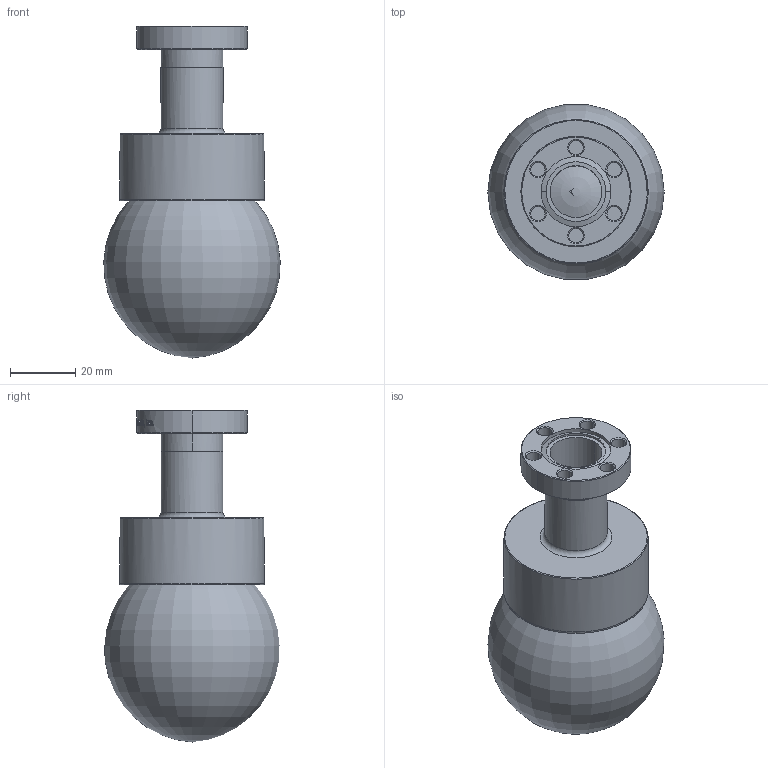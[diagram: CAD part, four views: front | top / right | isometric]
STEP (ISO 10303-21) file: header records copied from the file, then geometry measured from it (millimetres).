
FILE_DESCRIPTION(/* description */ ('Alibre Inc.'),/* implementation_level */ '2;1');
FILE_NAME(/* name */ 'export0',/* time_stamp */ '2009-03-25T15:04:57-07:00',/* author */ (''),/* organization */ (''),/* preprocessor_version */ 'ST-DEVELOPER v10',/* originating_system */ 'Alibre',/* authorisation */ '');
FILE_SCHEMA (('CONFIG_CONTROL_DESIGN'));
Length unit declared in the file: centimetre
Products named in the file (1): ID_1
Bounding box: 54.07 x 53.67 x 101.77 mm (x, y, z)
Volume: 65978.6 mm3; surface area: 24208.9 mm2
Topology: 1 solids, 1 shells, 391 faces, 1016 edges, 666 vertices
Faces by surface type: plane 145, bspline 140, cylinder 64, cone 32, torus 6, sphere 4
Full cylindrical faces by diameter (mm): 15.875 x1, 17.145 x1, 19.025 x1, 34.61 x1, 35.789 x1, 35.814 x1, 44.181 x1, 44.196 x1
Entity records: 36662 total; most frequent: CARTESIAN_POINT 28446, ORIENTED_EDGE 1980, DIRECTION 1089, EDGE_CURVE 990, VERTEX_POINT 658, AXIS2_PLACEMENT_3D 496, B_SPLINE_CURVE_WITH_KNOTS 467, FACE_BOUND 460
